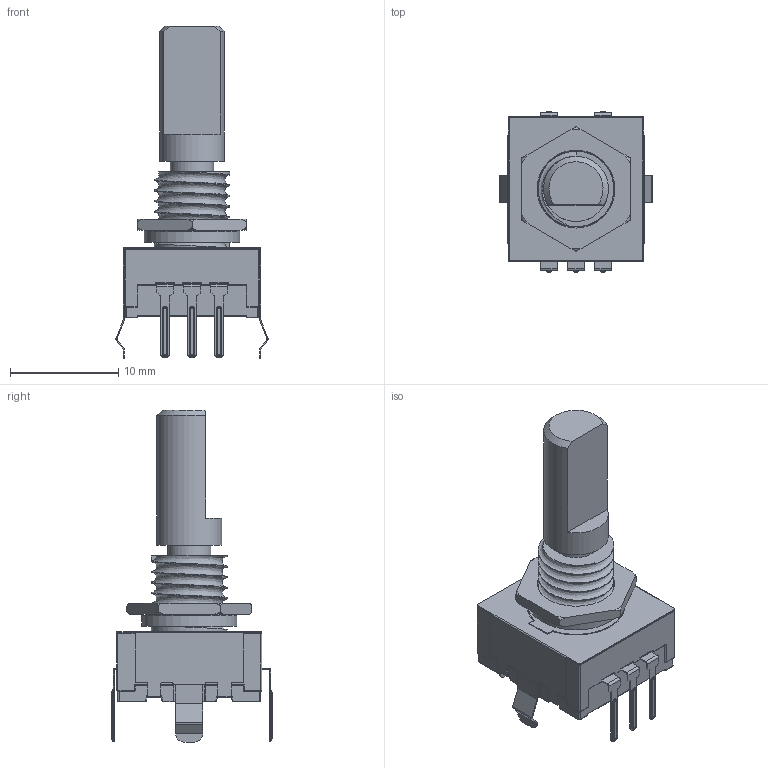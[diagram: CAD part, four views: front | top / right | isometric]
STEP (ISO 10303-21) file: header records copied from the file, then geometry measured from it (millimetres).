
FILE_DESCRIPTION(/* description */ (''),/* implementation_level */ '2;1');
FILE_NAME(/* name */ 'ROTARY ENCODER INCREMENTAL 24PPR.stp',/* time_stamp */ '2021-07-08T18:12:07-04:00',/* author */ ('Julio Mora'),/* organization */ (''),/* preprocessor_version */ 'ST-DEVELOPER v16.13',/* originating_system */ 'Autodesk Inventor 2018',/* authorisation */ '');
FILE_SCHEMA (('AUTOMOTIVE_DESIGN { 1 0 10303 214 3 1 1 }'));
Length unit declared in the file: millimetre
Products named in the file (8): ROTARY ENCODER INCREMENTAL 24PPR; Body; case; Leads; Shaft; washer; Nut; Bourns
Assembly tree (7 placements, depth 2):
  ROTARY ENCODER INCREMENTAL 24PPR
    Body
    case
    Leads
    Shaft
    washer
    Nut
    Bourns
Bounding box: 14.07 x 14.8 x 30.7 mm (x, y, z)
Volume: 1662.9 mm3; surface area: 2087.4 mm2
Topology: 18 solids, 18 shells, 771 faces, 1975 edges, 1248 vertices
Faces by surface type: plane 341, cylinder 221, bspline 142, sphere 40, torus 26, cone 1
Full cylindrical faces by diameter (mm): 4 x1, 6 x1, 7.2 x2, 8.8 x1
Entity records: 26251 total; most frequent: CARTESIAN_POINT 6929, ORIENTED_EDGE 3938, DIRECTION 3597, EDGE_CURVE 1969, VERTEX_POINT 1247, LINE 1227, VECTOR 1227, AXIS2_PLACEMENT_3D 1185
